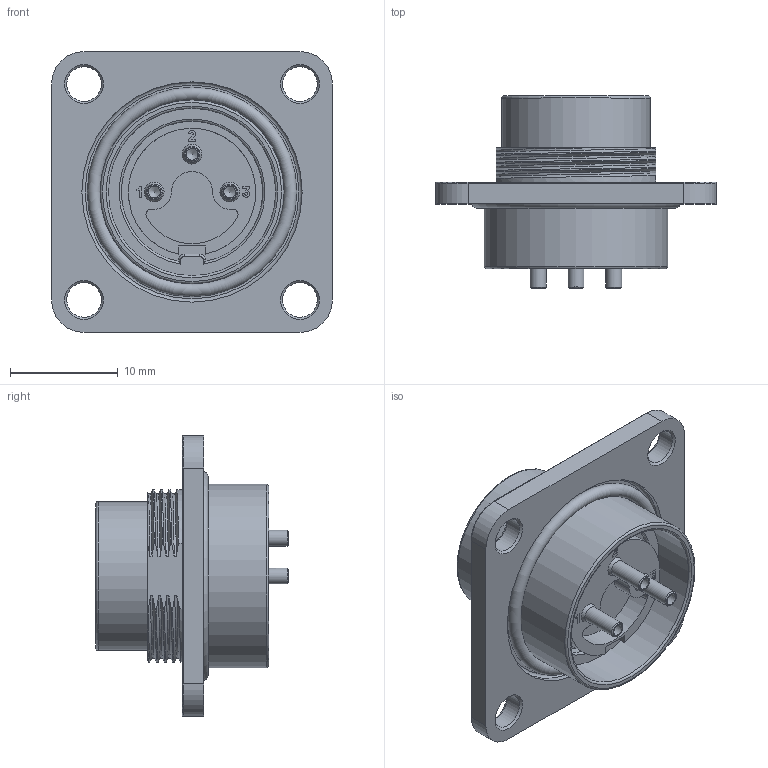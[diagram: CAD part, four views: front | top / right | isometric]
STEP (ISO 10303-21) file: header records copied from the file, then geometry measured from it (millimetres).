
FILE_DESCRIPTION(/* description */ (''),/* implementation_level */ '2;1');
FILE_NAME(/* name */ 'c091 31s003 100 2 unxc001-01.stp',/* time_stamp */ '2019-07-08T14:36:50+02:00',/* author */ (''),/* organization */ (''),/* preprocessor_version */ 'ST-DEVELOPER v16.7',/* originating_system */ 'SIEMENS PLM Software NX 12.0',/* authorisation */ '');
FILE_SCHEMA (('AUTOMOTIVE_DESIGN { 1 0 10303 214 3 1 1 1 }'));
Length unit declared in the file: millimetre
Products named in the file (1): c091 31s003 100 2 unxc001-01
Bounding box: 26 x 17.8 x 26 mm (x, y, z)
Volume: 2417.3 mm3; surface area: 3325.6 mm2
Topology: 1 solids, 1 shells, 194 faces, 487 edges, 314 vertices
Faces by surface type: cylinder 69, plane 57, torus 25, bspline 24, cone 19
Full cylindrical faces by diameter (mm): 0.8 x3, 1.1 x3, 1.475 x6, 3.2 x4, 13.8 x1, 15.5 x1, 17 x1, 20.4 x1
Entity records: 9167 total; most frequent: CARTESIAN_POINT 4632, DIRECTION 826, ORIENTED_EDGE 812, EDGE_CURVE 406, AXIS2_PLACEMENT_3D 328, VERTEX_POINT 291, EDGE_LOOP 282, ADVANCED_FACE 194
